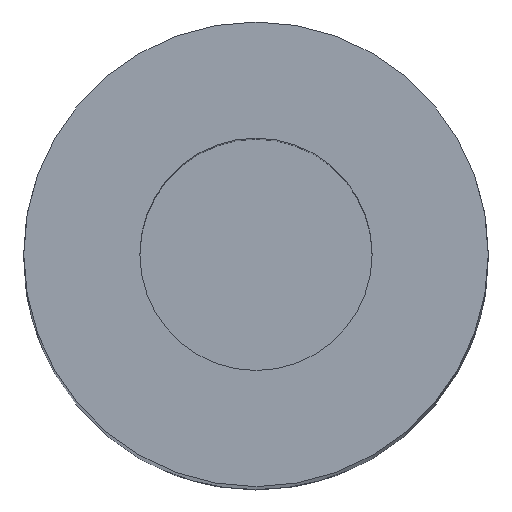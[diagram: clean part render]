
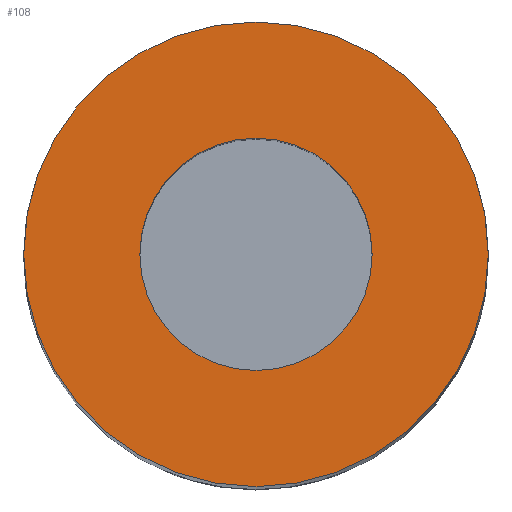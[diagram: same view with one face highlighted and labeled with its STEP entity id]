
A CAD part, top view. The second image highlights one B-rep face of the part: STEP entity #108.
In plain terms, the highlighted planar face has unit normal (0, 0, 1).
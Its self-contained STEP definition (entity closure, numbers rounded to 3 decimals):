
#41 = ORIENTED_EDGE ( 'NONE', *, *, #353, .T. ) ;
#45 = ORIENTED_EDGE ( 'NONE', *, *, #529, .T. ) ;
#57 = CIRCLE ( 'NONE', #373, 12. ) ;
#58 = DIRECTION ( 'NONE',  ( 1., 0., 0. ) ) ;
#78 = CIRCLE ( 'NONE', #110, 6. ) ;
#88 = DIRECTION ( 'NONE',  ( 0., 0., 1. ) ) ;
#108 = ADVANCED_FACE ( 'NONE', ( #337, #170 ), #546, .T. ) ;
#110 = AXIS2_PLACEMENT_3D ( 'NONE', #587, #447, #496 ) ;
#115 = CARTESIAN_POINT ( 'NONE',  ( -12., 0., 100. ) ) ;
#138 = EDGE_LOOP ( 'NONE', ( #434, #282 ) ) ;
#152 = DIRECTION ( 'NONE',  ( 0., 0., 1. ) ) ;
#153 = CARTESIAN_POINT ( 'NONE',  ( 12., 0., 100. ) ) ;
#165 = CARTESIAN_POINT ( 'NONE',  ( 6., 0., 100. ) ) ;
#169 = CIRCLE ( 'NONE', #267, 6. ) ;
#170 = FACE_OUTER_BOUND ( 'NONE', #568, .T. ) ;
#189 = DIRECTION ( 'NONE',  ( 1., 0., 0. ) ) ;
#255 = DIRECTION ( 'NONE',  ( 0., 0., 1. ) ) ;
#267 = AXIS2_PLACEMENT_3D ( 'NONE', #369, #255, #189 ) ;
#282 = ORIENTED_EDGE ( 'NONE', *, *, #655, .F. ) ;
#290 = DIRECTION ( 'NONE',  ( 1., 0., 0. ) ) ;
#303 = VERTEX_POINT ( 'NONE', #622 ) ;
#312 = AXIS2_PLACEMENT_3D ( 'NONE', #442, #396, #290 ) ;
#316 = DIRECTION ( 'NONE',  ( 1., 0., 0. ) ) ;
#337 = FACE_BOUND ( 'NONE', #138, .T. ) ;
#353 = EDGE_CURVE ( 'NONE', #564, #625, #461, .T. ) ;
#369 = CARTESIAN_POINT ( 'NONE',  ( 0., 0., 100. ) ) ;
#370 = CARTESIAN_POINT ( 'NONE',  ( 0., 0., 100. ) ) ;
#373 = AXIS2_PLACEMENT_3D ( 'NONE', #370, #88, #316 ) ;
#396 = DIRECTION ( 'NONE',  ( 0., 0., 1. ) ) ;
#434 = ORIENTED_EDGE ( 'NONE', *, *, #588, .F. ) ;
#442 = CARTESIAN_POINT ( 'NONE',  ( 0., 0., 100. ) ) ;
#447 = DIRECTION ( 'NONE',  ( 0., 0., 1. ) ) ;
#461 = CIRCLE ( 'NONE', #552, 12. ) ;
#496 = DIRECTION ( 'NONE',  ( 1., 0., 0. ) ) ;
#529 = EDGE_CURVE ( 'NONE', #625, #564, #57, .T. ) ;
#540 = CARTESIAN_POINT ( 'NONE',  ( 0., 0., 100. ) ) ;
#546 = PLANE ( 'NONE',  #312 ) ;
#552 = AXIS2_PLACEMENT_3D ( 'NONE', #540, #152, #58 ) ;
#559 = VERTEX_POINT ( 'NONE', #165 ) ;
#564 = VERTEX_POINT ( 'NONE', #115 ) ;
#568 = EDGE_LOOP ( 'NONE', ( #41, #45 ) ) ;
#587 = CARTESIAN_POINT ( 'NONE',  ( 0., 0., 100. ) ) ;
#588 = EDGE_CURVE ( 'NONE', #559, #303, #78, .T. ) ;
#622 = CARTESIAN_POINT ( 'NONE',  ( -6., 0., 100. ) ) ;
#625 = VERTEX_POINT ( 'NONE', #153 ) ;
#655 = EDGE_CURVE ( 'NONE', #303, #559, #169, .T. ) ;
